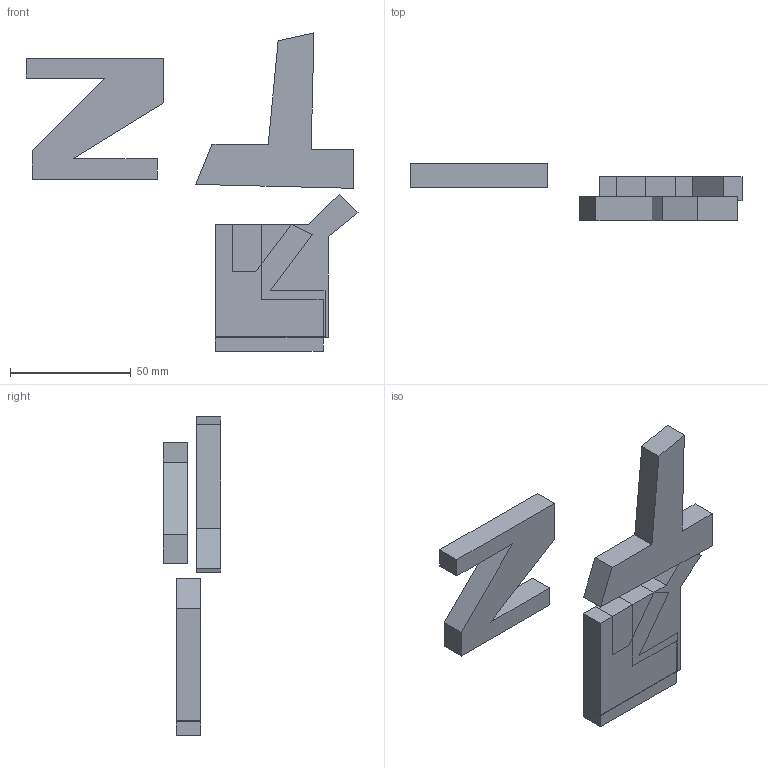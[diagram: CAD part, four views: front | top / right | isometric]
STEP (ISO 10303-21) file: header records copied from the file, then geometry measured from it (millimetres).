
FILE_DESCRIPTION (( 'STEP AP214' ), '1' );
FILE_NAME ('assy_3__.STEP', '2017-03-23T15:35:20', ( '' ), ( '' ), 'SwSTEP 2.0', 'SolidWorks 2016', '' );
FILE_SCHEMA (( 'AUTOMOTIVE_DESIGN' ));
Length unit declared in the file: millimetre
Products named in the file (8): T_2; assy_2_2; assy_1_2; Q_2; P_2; R_2; S_2; assy_3__
Assembly tree (7 placements, depth 4):
  assy_3__
    S_2
    assy_2_2
      R_2
      assy_1_2
        P_2
        Q_2
    T_2
Bounding box: 137.54 x 23.88 x 131.78 mm (x, y, z)
Volume: 89283.2 mm3; surface area: 29881.6 mm2
Topology: 5 solids, 5 shells, 51 faces, 123 edges, 82 vertices
Faces by surface type: plane 51
Entity records: 2312 total; most frequent: CARTESIAN_POINT 268, DIRECTION 249, ORIENTED_EDGE 246, EDGE_CURVE 123, LINE 123, VECTOR 123, VERTEX_POINT 82, UNCERTAINTY_MEASURE_WITH_UNIT 69
